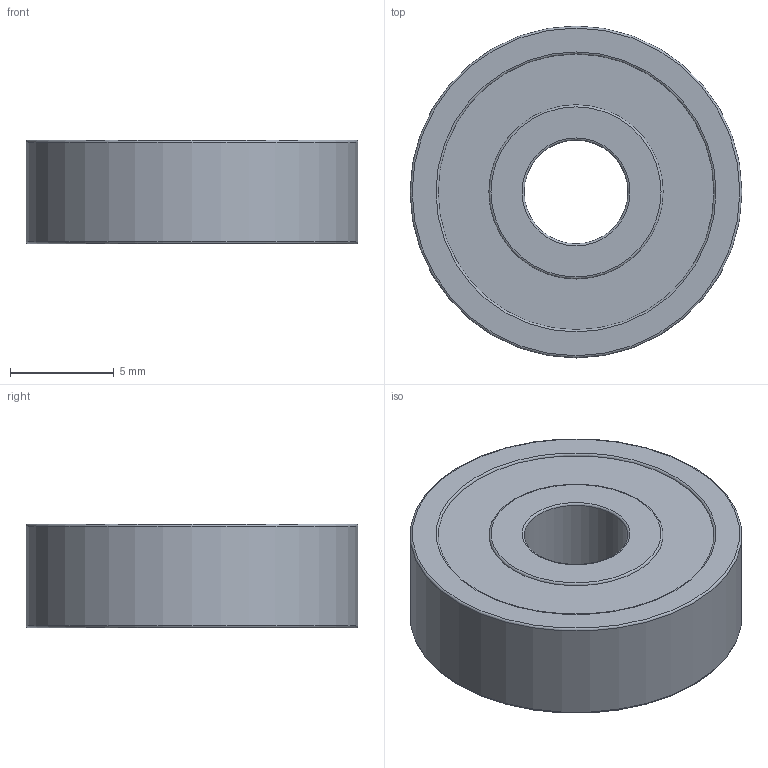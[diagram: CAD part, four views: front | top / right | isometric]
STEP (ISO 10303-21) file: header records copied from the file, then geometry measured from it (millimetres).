
FILE_DESCRIPTION(/* description */ (''),/* implementation_level */ '2;1');
FILE_NAME(/* name */ 'Bearing 625 2RS.step',/* time_stamp */ '2021-10-21T13:55:54+03:00',/* author */ (''),/* organization */ (''),/* preprocessor_version */ 'ST-DEVELOPER v18.1',/* originating_system */ 'Autodesk Translation Framework v10.10.0.1391',/* authorisation */ '');
FILE_SCHEMA (('AUTOMOTIVE_DESIGN { 1 0 10303 214 3 1 1 }'));
Length unit declared in the file: millimetre
Products named in the file (1): 625 2RS
Bounding box: 16 x 16 x 5 mm (x, y, z)
Volume: 889.9 mm3; surface area: 1274.3 mm2
Topology: 3 solids, 3 shells, 28 faces, 50 edges, 32 vertices
Faces by surface type: plane 10, cylinder 10, torus 8
Full cylindrical faces by diameter (mm): 5 x1, 8.4 x4, 13.3 x4, 16 x1
Entity records: 759 total; most frequent: DIRECTION 148, CARTESIAN_POINT 111, ORIENTED_EDGE 100, AXIS2_PLACEMENT_3D 69, EDGE_CURVE 50, CIRCLE 40, EDGE_LOOP 38, VERTEX_POINT 32
